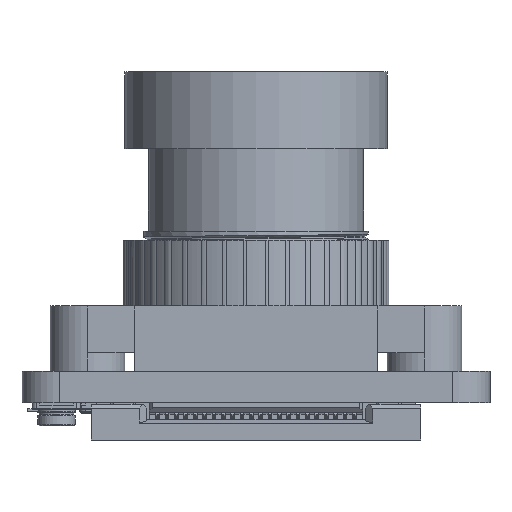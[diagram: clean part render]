
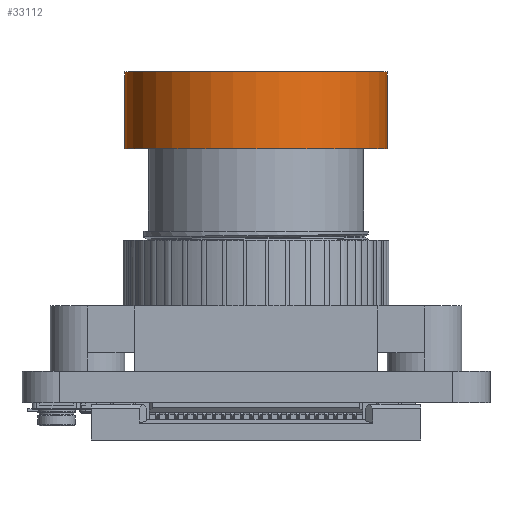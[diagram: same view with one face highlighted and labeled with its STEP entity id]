
A CAD part, front view. The second image highlights one B-rep face of the part: STEP entity #33112.
In plain terms, the highlighted cylindrical face has radius 7 mm (diameter 14 mm), a partial arc.
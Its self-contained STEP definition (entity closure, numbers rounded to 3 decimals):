
#6852 = CIRCLE ( 'NONE', #66916, 7. ) ;
#9484 = EDGE_CURVE ( 'NONE', #21653, #11503, #51867, .T. ) ;
#11503 = VERTEX_POINT ( 'NONE', #77232 ) ;
#14284 = CARTESIAN_POINT ( 'NONE',  ( -7., 0., 13. ) ) ;
#16010 = VECTOR ( 'NONE', #51340, 1000. ) ;
#17376 = EDGE_LOOP ( 'NONE', ( #49508, #54759, #76152, #52242 ) ) ;
#19219 = LINE ( 'NONE', #51466, #101338 ) ;
#20682 = CIRCLE ( 'NONE', #46363, 7. ) ;
#21653 = VERTEX_POINT ( 'NONE', #46624 ) ;
#31504 = DIRECTION ( 'NONE',  ( 0., 0., 1. ) ) ;
#32838 = VERTEX_POINT ( 'NONE', #14284 ) ;
#33112 = ADVANCED_FACE ( 'NONE', ( #96492 ), #72250, .T. ) ;
#40277 = DIRECTION ( 'NONE',  ( 0., 0., 1. ) ) ;
#40800 = DIRECTION ( 'NONE',  ( 1., 0., 0. ) ) ;
#41840 = CARTESIAN_POINT ( 'NONE',  ( 0., 0., 8.9 ) ) ;
#46363 = AXIS2_PLACEMENT_3D ( 'NONE', #41840, #92413, #40800 ) ;
#46624 = CARTESIAN_POINT ( 'NONE',  ( 7., 0., 8.9 ) ) ;
#48264 = DIRECTION ( 'NONE',  ( 1., 0., 0. ) ) ;
#48607 = CARTESIAN_POINT ( 'NONE',  ( 0., 0., 8.9 ) ) ;
#49508 = ORIENTED_EDGE ( 'NONE', *, *, #94474, .F. ) ;
#50859 = VERTEX_POINT ( 'NONE', #65503 ) ;
#51340 = DIRECTION ( 'NONE',  ( 0., 0., 1. ) ) ;
#51466 = CARTESIAN_POINT ( 'NONE',  ( -7., 0., 8.9 ) ) ;
#51867 = LINE ( 'NONE', #68550, #16010 ) ;
#52242 = ORIENTED_EDGE ( 'NONE', *, *, #93498, .F. ) ;
#54759 = ORIENTED_EDGE ( 'NONE', *, *, #94317, .T. ) ;
#59393 = AXIS2_PLACEMENT_3D ( 'NONE', #48607, #31504, #64782 ) ;
#62244 = DIRECTION ( 'NONE',  ( 0., 0., 1. ) ) ;
#64782 = DIRECTION ( 'NONE',  ( 1., 0., 0. ) ) ;
#65503 = CARTESIAN_POINT ( 'NONE',  ( -7., 0., 8.9 ) ) ;
#66916 = AXIS2_PLACEMENT_3D ( 'NONE', #87563, #40277, #48264 ) ;
#68550 = CARTESIAN_POINT ( 'NONE',  ( 7., 0., 8.9 ) ) ;
#72250 = CYLINDRICAL_SURFACE ( 'NONE', #59393, 7. ) ;
#76152 = ORIENTED_EDGE ( 'NONE', *, *, #9484, .T. ) ;
#77232 = CARTESIAN_POINT ( 'NONE',  ( 7., 0., 13. ) ) ;
#87563 = CARTESIAN_POINT ( 'NONE',  ( 0., 0., 13. ) ) ;
#92413 = DIRECTION ( 'NONE',  ( 0., 0., 1. ) ) ;
#93498 = EDGE_CURVE ( 'NONE', #32838, #11503, #6852, .T. ) ;
#94317 = EDGE_CURVE ( 'NONE', #50859, #21653, #20682, .T. ) ;
#94474 = EDGE_CURVE ( 'NONE', #50859, #32838, #19219, .T. ) ;
#96492 = FACE_OUTER_BOUND ( 'NONE', #17376, .T. ) ;
#101338 = VECTOR ( 'NONE', #62244, 1000. ) ;
